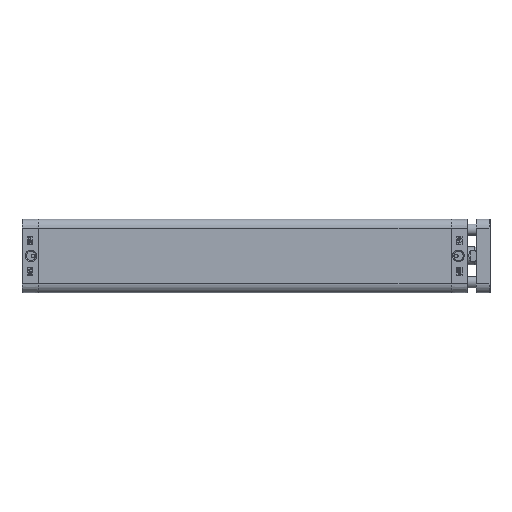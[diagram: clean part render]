
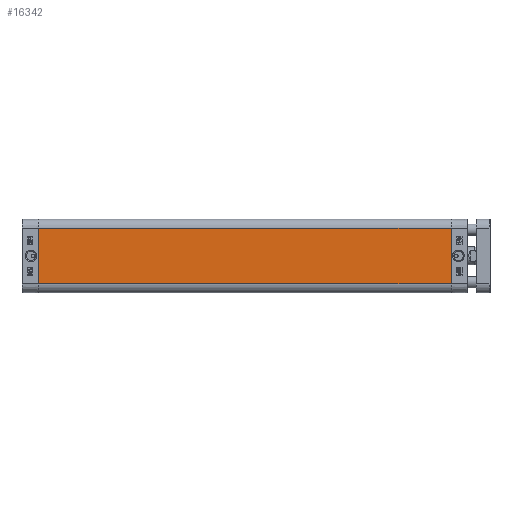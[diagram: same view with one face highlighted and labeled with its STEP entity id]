
A CAD part, left-side view. The second image highlights one B-rep face of the part: STEP entity #16342.
In plain terms, the highlighted planar face has unit normal (-1, 0, 0).
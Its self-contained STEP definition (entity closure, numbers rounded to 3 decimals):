
#12368=CARTESIAN_POINT('',(-32.75,-366.0,24.75));
#12369=VERTEX_POINT('',#12368);
#12376=CARTESIAN_POINT('',(-32.75,-366.0,-24.75));
#12377=VERTEX_POINT('',#12376);
#12378=CARTESIAN_POINT('',(-32.75,-366.0,-24.75));
#12379=DIRECTION('',(0.0,0.0,1.0));
#12380=VECTOR('',#12379,49.5);
#12381=LINE('',#12378,#12380);
#12382=EDGE_CURVE('',#12377,#12369,#12381,.T.);
#16300=CARTESIAN_POINT('',(-32.75,0.0,-24.75));
#16301=VERTEX_POINT('',#16300);
#16302=CARTESIAN_POINT('',(-32.75,0.0,-24.75));
#16303=DIRECTION('',(0.0,-1.0,0.0));
#16304=VECTOR('',#16303,366.0);
#16305=LINE('',#16302,#16304);
#16306=EDGE_CURVE('',#16301,#12377,#16305,.T.);
#16319=CARTESIAN_POINT('',(-32.75,0.0,-24.75));
#16320=DIRECTION('',(-1.0,0.0,0.0));
#16321=DIRECTION('',(0.0,0.0,1.0));
#16322=AXIS2_PLACEMENT_3D('',#16319,#16320,#16321);
#16323=PLANE('',#16322);
#16324=ORIENTED_EDGE('',*,*,#12382,.T.);
#16325=CARTESIAN_POINT('',(-32.75,0.0,24.75));
#16326=VERTEX_POINT('',#16325);
#16327=CARTESIAN_POINT('',(-32.75,0.0,24.75));
#16328=DIRECTION('',(0.0,-1.0,0.0));
#16329=VECTOR('',#16328,366.0);
#16330=LINE('',#16327,#16329);
#16331=EDGE_CURVE('',#16326,#12369,#16330,.T.);
#16332=ORIENTED_EDGE('',*,*,#16331,.F.);
#16333=CARTESIAN_POINT('',(-32.75,0.0,-24.75));
#16334=DIRECTION('',(0.0,0.0,1.0));
#16335=VECTOR('',#16334,49.5);
#16336=LINE('',#16333,#16335);
#16337=EDGE_CURVE('',#16301,#16326,#16336,.T.);
#16338=ORIENTED_EDGE('',*,*,#16337,.F.);
#16339=ORIENTED_EDGE('',*,*,#16306,.T.);
#16340=EDGE_LOOP('',(#16324,#16332,#16338,#16339));
#16341=FACE_OUTER_BOUND('',#16340,.T.);
#16342=ADVANCED_FACE('',(#16341),#16323,.T.);
